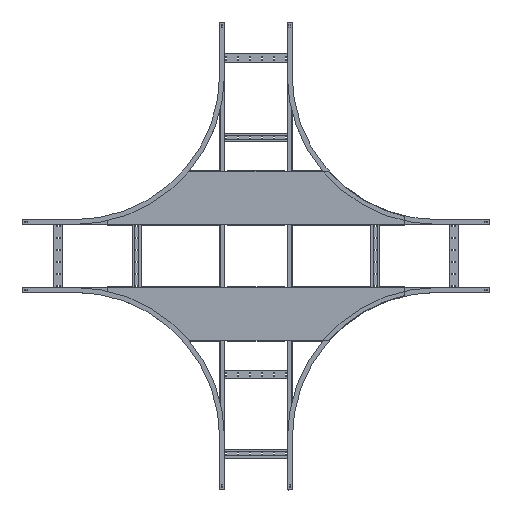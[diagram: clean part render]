
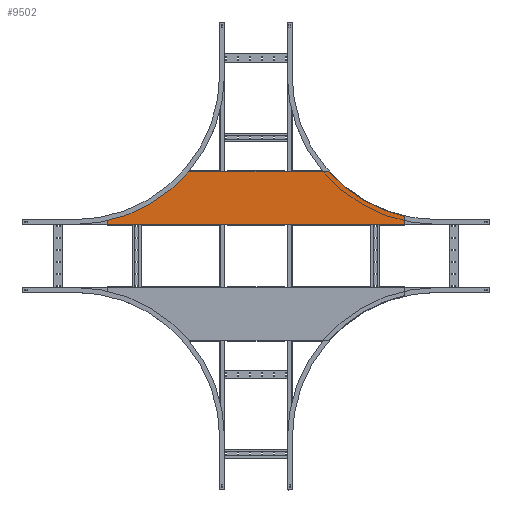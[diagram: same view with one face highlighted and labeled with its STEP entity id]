
A CAD part, top view. The second image highlights one B-rep face of the part: STEP entity #9502.
In plain terms, the highlighted face is planar.
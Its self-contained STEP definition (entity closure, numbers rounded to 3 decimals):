
#27 = CARTESIAN_POINT ( 'NONE',  ( -937., -1.2, -393.2 ) ) ;
#124 = LINE ( 'NONE', #1990, #3212 ) ;
#240 = DIRECTION ( 'NONE',  ( 0., 0., -1. ) ) ;
#456 = LINE ( 'NONE', #4896, #5648 ) ;
#492 = EDGE_LOOP ( 'NONE', ( #6732, #5743, #1656, #5423, #6627, #4717, #4856, #7540 ) ) ;
#533 = EDGE_CURVE ( 'NONE', #980, #3040, #6010, .T. ) ;
#562 = CARTESIAN_POINT ( 'NONE',  ( 610.647, -1.2, -358.957 ) ) ;
#683 = DIRECTION ( 'NONE',  ( 0., 0., 1. ) ) ;
#904 = CARTESIAN_POINT ( 'NONE',  ( 614.5, -1.2, -393.2 ) ) ;
#980 = VERTEX_POINT ( 'NONE', #7294 ) ;
#1059 = CARTESIAN_POINT ( 'NONE',  ( 748.677, -1.2, 226.8 ) ) ;
#1656 = ORIENTED_EDGE ( 'NONE', *, *, #6993, .T. ) ;
#1708 = CARTESIAN_POINT ( 'NONE',  ( -610.647, -1.2, -358.957 ) ) ;
#1741 = CARTESIAN_POINT ( 'NONE',  ( -614.5, -1.2, -393.2 ) ) ;
#1990 = CARTESIAN_POINT ( 'NONE',  ( -614.5, -1.2, 226.8 ) ) ;
#2193 = CARTESIAN_POINT ( 'NONE',  ( 614.5, -1.2, -395.4 ) ) ;
#2233 = AXIS2_PLACEMENT_3D ( 'NONE', #4509, #5241, #7427 ) ;
#2322 = DIRECTION ( 'NONE',  ( -1., 0., 0. ) ) ;
#2643 = AXIS2_PLACEMENT_3D ( 'NONE', #2900, #6699, #3052 ) ;
#2872 = DIRECTION ( 'NONE',  ( 0., -1., 0. ) ) ;
#2900 = CARTESIAN_POINT ( 'NONE',  ( -748.677, -1.2, 226.8 ) ) ;
#3021 = EDGE_CURVE ( 'NONE', #3490, #3350, #3879, .T. ) ;
#3040 = VERTEX_POINT ( 'NONE', #904 ) ;
#3052 = DIRECTION ( 'NONE',  ( 0., 0., 1. ) ) ;
#3212 = VECTOR ( 'NONE', #8228, 1000. ) ;
#3350 = VERTEX_POINT ( 'NONE', #8588 ) ;
#3361 = DIRECTION ( 'NONE',  ( -1., 0., 0. ) ) ;
#3490 = VERTEX_POINT ( 'NONE', #1708 ) ;
#3571 = VECTOR ( 'NONE', #4471, 1000. ) ;
#3774 = FACE_OUTER_BOUND ( 'NONE', #492, .T. ) ;
#3786 = EDGE_CURVE ( 'NONE', #3490, #8742, #6189, .T. ) ;
#3879 = CIRCLE ( 'NONE', #9047, 5. ) ;
#4471 = DIRECTION ( 'NONE',  ( 0., 0., -1. ) ) ;
#4492 = EDGE_CURVE ( 'NONE', #3040, #7280, #8874, .T. ) ;
#4509 = CARTESIAN_POINT ( 'NONE',  ( 609.5, -1.2, -363.823 ) ) ;
#4661 = VERTEX_POINT ( 'NONE', #9055 ) ;
#4717 = ORIENTED_EDGE ( 'NONE', *, *, #6145, .T. ) ;
#4721 = EDGE_CURVE ( 'NONE', #4661, #5955, #8869, .T. ) ;
#4856 = ORIENTED_EDGE ( 'NONE', *, *, #4721, .F. ) ;
#4896 = CARTESIAN_POINT ( 'NONE',  ( -560., -1.2, -173.2 ) ) ;
#5222 = CIRCLE ( 'NONE', #2233, 5. ) ;
#5241 = DIRECTION ( 'NONE',  ( 0., -1., 0. ) ) ;
#5423 = ORIENTED_EDGE ( 'NONE', *, *, #4492, .F. ) ;
#5648 = VECTOR ( 'NONE', #3361, 1000. ) ;
#5743 = ORIENTED_EDGE ( 'NONE', *, *, #3021, .T. ) ;
#5845 = PLANE ( 'NONE',  #2643 ) ;
#5849 = CARTESIAN_POINT ( 'NONE',  ( -609.5, -1.2, -363.823 ) ) ;
#5934 = CARTESIAN_POINT ( 'NONE',  ( -299.051, -1.2, -173.2 ) ) ;
#5955 = VERTEX_POINT ( 'NONE', #562 ) ;
#6010 = LINE ( 'NONE', #2193, #3571 ) ;
#6145 = EDGE_CURVE ( 'NONE', #980, #5955, #5222, .T. ) ;
#6189 = CIRCLE ( 'NONE', #7986, 601.8 ) ;
#6544 = DIRECTION ( 'NONE',  ( 0., -1., 0. ) ) ;
#6627 = ORIENTED_EDGE ( 'NONE', *, *, #533, .F. ) ;
#6699 = DIRECTION ( 'NONE',  ( 0., 1., 0. ) ) ;
#6732 = ORIENTED_EDGE ( 'NONE', *, *, #3786, .F. ) ;
#6993 = EDGE_CURVE ( 'NONE', #3350, #7280, #124, .T. ) ;
#7280 = VERTEX_POINT ( 'NONE', #1741 ) ;
#7294 = CARTESIAN_POINT ( 'NONE',  ( 614.5, -1.2, -363.823 ) ) ;
#7427 = DIRECTION ( 'NONE',  ( 0., 0., 1. ) ) ;
#7540 = ORIENTED_EDGE ( 'NONE', *, *, #8323, .T. ) ;
#7927 = AXIS2_PLACEMENT_3D ( 'NONE', #1059, #8542, #240 ) ;
#7986 = AXIS2_PLACEMENT_3D ( 'NONE', #9520, #6544, #683 ) ;
#8228 = DIRECTION ( 'NONE',  ( 0., 0., -1. ) ) ;
#8323 = EDGE_CURVE ( 'NONE', #4661, #8742, #456, .T. ) ;
#8542 = DIRECTION ( 'NONE',  ( 0., -1., 0. ) ) ;
#8588 = CARTESIAN_POINT ( 'NONE',  ( -614.5, -1.2, -363.823 ) ) ;
#8742 = VERTEX_POINT ( 'NONE', #5934 ) ;
#8869 = CIRCLE ( 'NONE', #7927, 601.8 ) ;
#8873 = DIRECTION ( 'NONE',  ( 0., 0., 1. ) ) ;
#8874 = LINE ( 'NONE', #27, #9585 ) ;
#9047 = AXIS2_PLACEMENT_3D ( 'NONE', #5849, #2872, #8873 ) ;
#9055 = CARTESIAN_POINT ( 'NONE',  ( 299.051, -1.2, -173.2 ) ) ;
#9502 = ADVANCED_FACE ( 'NONE', ( #3774 ), #5845, .F. ) ;
#9520 = CARTESIAN_POINT ( 'NONE',  ( -748.677, -1.2, 226.8 ) ) ;
#9585 = VECTOR ( 'NONE', #2322, 1000. ) ;
